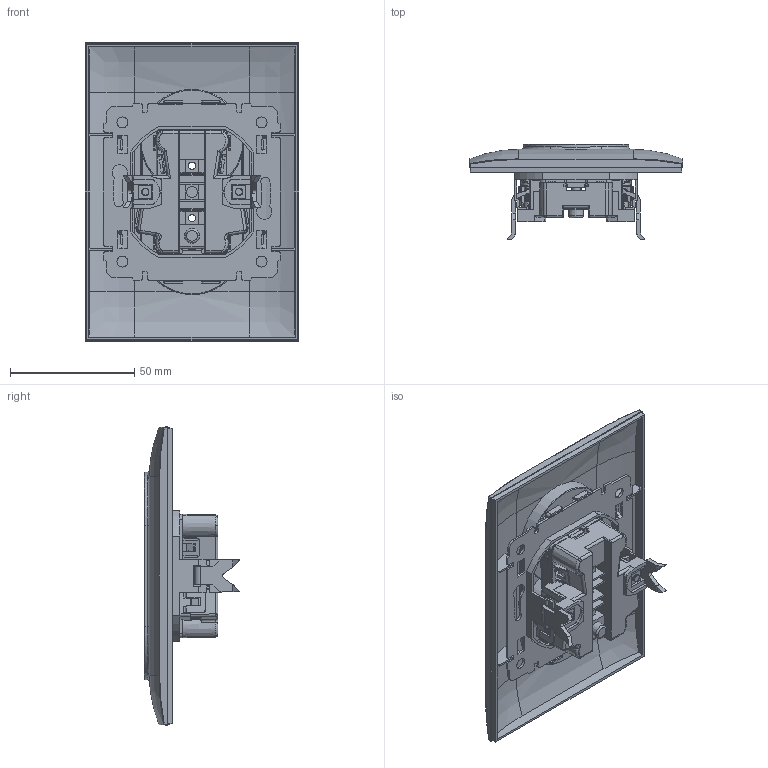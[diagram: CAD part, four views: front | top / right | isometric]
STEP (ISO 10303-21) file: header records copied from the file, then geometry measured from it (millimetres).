
FILE_DESCRIPTION (( 'STEP AP203' ), '1' );
FILE_NAME ('SK-R20-10-F SKANDY Ðîç. 2-ÿ áåç ç.ê.ø 10À â ñá. SK-R10 IEK.STEP', '2024-06-14T06:52:09', ( '' ), ( '' ), 'SwSTEP 2.0', 'SolidWorks 2022', '' );
FILE_SCHEMA (( 'CONFIG_CONTROL_DESIGN' ));
Length unit declared in the file: millimetre
Products named in the file (1): SK-R20-10-F SKANDY Роз. 2-я без з.к.ш 10А в сб. SK-R10 IEK
Bounding box: 86 x 38.46 x 120 mm (x, y, z)
Surface area: 66446 mm2 (no closed solid volume)
Topology: 0 solids, 25 shells, 2519 faces, 7074 edges, 4614 vertices
Faces by surface type: plane 1403, cylinder 697, cone 206, torus 121, bspline 87, sphere 5
Entity records: 92289 total; most frequent: CARTESIAN_POINT 28343, ORIENTED_EDGE 14122, DIRECTION 12279, EDGE_CURVE 7074, VERTEX_POINT 4614, LINE 4413, VECTOR 4413, AXIS2_PLACEMENT_3D 3933
